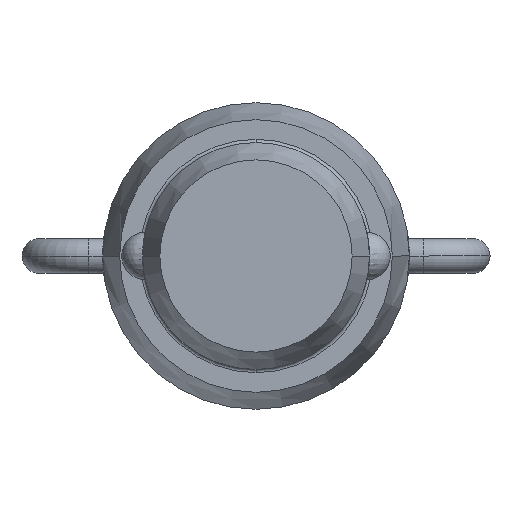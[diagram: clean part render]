
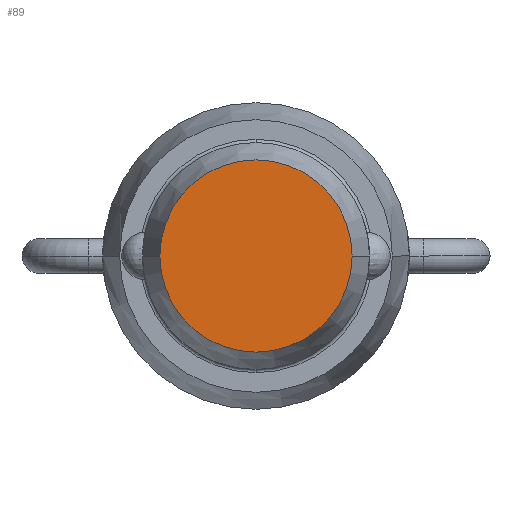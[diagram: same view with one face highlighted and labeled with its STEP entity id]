
A CAD part, front view. The second image highlights one B-rep face of the part: STEP entity #89.
In plain terms, the highlighted planar face has unit normal (0, -1, 0).
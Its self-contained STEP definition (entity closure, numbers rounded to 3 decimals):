
#89=ADVANCED_FACE('',(#201),#202,.T.);
#201=FACE_OUTER_BOUND('',#334,.T.);
#202=PLANE('',#335);
#334=EDGE_LOOP('',(#529,#530));
#335=AXIS2_PLACEMENT_3D('',#531,#532,#533);
#529=ORIENTED_EDGE('',*,*,#825,.T.);
#530=ORIENTED_EDGE('',*,*,#805,.T.);
#531=CARTESIAN_POINT('',(-3.572,-89.154,0.0));
#532=DIRECTION('',(0.,-1.0,0.0));
#533=DIRECTION('',(1.0,0.,0.0));
#805=EDGE_CURVE('',#961,#958,#962,.T.);
#825=EDGE_CURVE('',#958,#961,#995,.T.);
#958=VERTEX_POINT('',#1203);
#961=VERTEX_POINT('',#1207);
#962=CIRCLE('',#1208,6.052);
#995=CIRCLE('',#1295,6.052);
#1203=CARTESIAN_POINT('',(-6.052,-89.154,0.0));
#1207=CARTESIAN_POINT('',(6.052,-89.154,0.));
#1208=AXIS2_PLACEMENT_3D('',#1560,#1561,#1562);
#1295=AXIS2_PLACEMENT_3D('',#1593,#1594,#1595);
#1560=CARTESIAN_POINT('',(0.0,-89.154,0.0));
#1561=DIRECTION('',(0.,-1.0,0.0));
#1562=DIRECTION('',(-1.0,0.,0.0));
#1593=CARTESIAN_POINT('',(0.0,-89.154,0.0));
#1594=DIRECTION('',(0.,-1.0,0.0));
#1595=DIRECTION('',(-1.0,0.,0.0));
